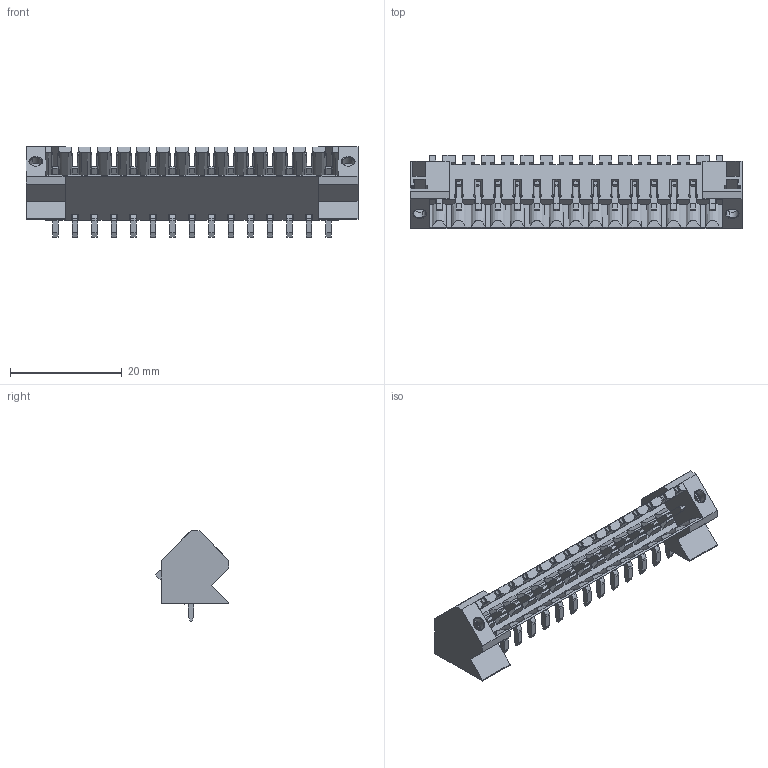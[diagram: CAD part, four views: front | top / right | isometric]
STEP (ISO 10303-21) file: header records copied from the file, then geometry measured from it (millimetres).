
FILE_DESCRIPTION(('CATIA V5 STEP Exchange','CAx-IF Rec.Pracs.--- Model Styling and Organization---1.2---2011-12-15'),'2;1');
FILE_NAME ('D1454210_0_1643460000_1643460000.stp','2018-10-10T07:28:10+00:00',('none'),('Weidmueller'),'CATIA Version 5-6 Release 2014','CATIA V5 STEP AP214','none');
FILE_SCHEMA(('AUTOMOTIVE_DESIGN { 1 0 10303 214 1 1 1 1 }'));
Length unit declared in the file: millimetre
Products named in the file (1): 1643460000
Bounding box: 59.5 x 13.15 x 16.23 mm (x, y, z)
Volume: 2663.3 mm3; surface area: 5881.1 mm2
Topology: 16 solids, 16 shells, 1223 faces, 3531 edges, 2342 vertices
Faces by surface type: plane 1023, cylinder 181, cone 19
Entity records: 37382 total; most frequent: CARTESIAN_POINT 8478, ORIENTED_EDGE 7062, DIRECTION 4308, EDGE_CURVE 3531, VECTOR 2863, LINE 2863, VERTEX_POINT 2342, EDGE_LOOP 1259
